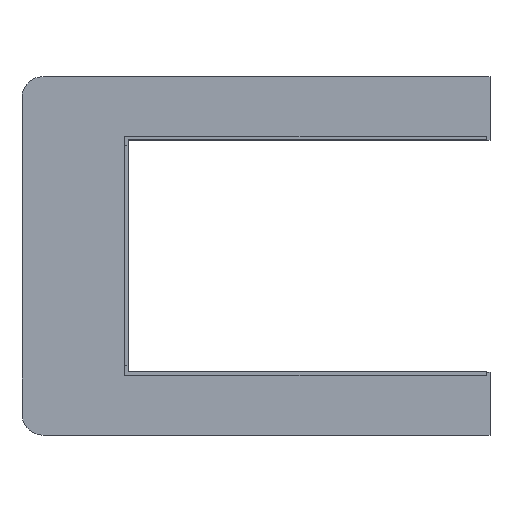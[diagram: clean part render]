
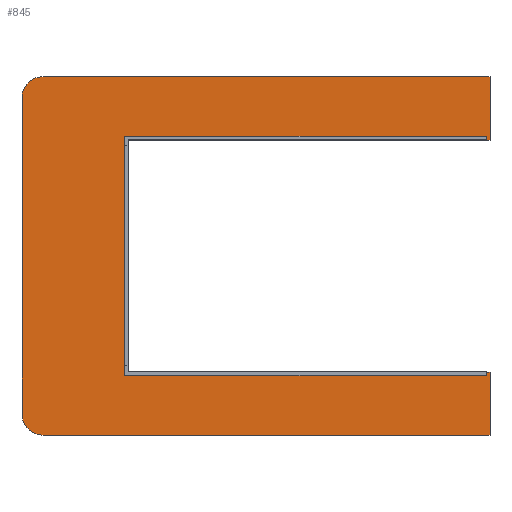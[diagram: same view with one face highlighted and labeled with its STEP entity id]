
A CAD part, top view. The second image highlights one B-rep face of the part: STEP entity #845.
In plain terms, the highlighted planar face has unit normal (0, 0, 1).
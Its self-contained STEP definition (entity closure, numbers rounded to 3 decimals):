
#17=CIRCLE('',#913,3.);
#18=CIRCLE('',#914,3.);
#65=FACE_OUTER_BOUND('',#113,.T.);
#113=EDGE_LOOP('',(#671,#672,#673,#674,#675,#676,#677,#678,#679,#680,#681,
#682,#683,#684));
#191=LINE('',#1288,#301);
#198=LINE('',#1303,#308);
#201=LINE('',#1308,#311);
#202=LINE('',#1310,#312);
#203=LINE('',#1312,#313);
#204=LINE('',#1316,#314);
#205=LINE('',#1320,#315);
#206=LINE('',#1322,#316);
#207=LINE('',#1324,#317);
#208=LINE('',#1326,#318);
#209=LINE('',#1328,#319);
#210=LINE('',#1329,#320);
#301=VECTOR('',#1057,10.);
#308=VECTOR('',#1066,10.);
#311=VECTOR('',#1071,10.);
#312=VECTOR('',#1072,10.);
#313=VECTOR('',#1073,10.);
#314=VECTOR('',#1076,10.);
#315=VECTOR('',#1079,10.);
#316=VECTOR('',#1080,10.);
#317=VECTOR('',#1081,10.);
#318=VECTOR('',#1082,10.);
#319=VECTOR('',#1083,10.);
#320=VECTOR('',#1084,10.);
#391=VERTEX_POINT('',#1286);
#392=VERTEX_POINT('',#1287);
#398=VERTEX_POINT('',#1300);
#399=VERTEX_POINT('',#1302);
#401=VERTEX_POINT('',#1309);
#402=VERTEX_POINT('',#1311);
#403=VERTEX_POINT('',#1313);
#404=VERTEX_POINT('',#1315);
#405=VERTEX_POINT('',#1317);
#406=VERTEX_POINT('',#1319);
#407=VERTEX_POINT('',#1321);
#408=VERTEX_POINT('',#1323);
#409=VERTEX_POINT('',#1325);
#410=VERTEX_POINT('',#1327);
#487=EDGE_CURVE('',#391,#392,#191,.T.);
#494=EDGE_CURVE('',#398,#399,#198,.T.);
#497=EDGE_CURVE('',#398,#391,#201,.T.);
#498=EDGE_CURVE('',#401,#392,#202,.T.);
#499=EDGE_CURVE('',#402,#401,#203,.T.);
#500=EDGE_CURVE('',#403,#402,#17,.T.);
#501=EDGE_CURVE('',#404,#403,#204,.T.);
#502=EDGE_CURVE('',#405,#404,#18,.T.);
#503=EDGE_CURVE('',#406,#405,#205,.T.);
#504=EDGE_CURVE('',#407,#406,#206,.T.);
#505=EDGE_CURVE('',#407,#408,#207,.T.);
#506=EDGE_CURVE('',#408,#409,#208,.T.);
#507=EDGE_CURVE('',#410,#409,#209,.T.);
#508=EDGE_CURVE('',#410,#399,#210,.T.);
#671=ORIENTED_EDGE('',*,*,#497,.T.);
#672=ORIENTED_EDGE('',*,*,#487,.T.);
#673=ORIENTED_EDGE('',*,*,#498,.F.);
#674=ORIENTED_EDGE('',*,*,#499,.F.);
#675=ORIENTED_EDGE('',*,*,#500,.F.);
#676=ORIENTED_EDGE('',*,*,#501,.F.);
#677=ORIENTED_EDGE('',*,*,#502,.F.);
#678=ORIENTED_EDGE('',*,*,#503,.F.);
#679=ORIENTED_EDGE('',*,*,#504,.F.);
#680=ORIENTED_EDGE('',*,*,#505,.T.);
#681=ORIENTED_EDGE('',*,*,#506,.T.);
#682=ORIENTED_EDGE('',*,*,#507,.F.);
#683=ORIENTED_EDGE('',*,*,#508,.T.);
#684=ORIENTED_EDGE('',*,*,#494,.F.);
#799=PLANE('',#912);
#845=ADVANCED_FACE('',(#65),#799,.T.);
#912=AXIS2_PLACEMENT_3D('',#1307,#1069,#1070);
#913=AXIS2_PLACEMENT_3D('',#1314,#1074,#1075);
#914=AXIS2_PLACEMENT_3D('',#1318,#1077,#1078);
#1057=DIRECTION('',(1.,0.,0.));
#1066=DIRECTION('',(-1.,0.,0.));
#1069=DIRECTION('center_axis',(0.,0.,1.));
#1070=DIRECTION('ref_axis',(1.,0.,0.));
#1071=DIRECTION('',(0.,1.,0.));
#1072=DIRECTION('',(0.,-1.,0.));
#1073=DIRECTION('',(1.,0.,0.));
#1074=DIRECTION('center_axis',(0.,0.,-1.));
#1075=DIRECTION('ref_axis',(-0.707,0.707,0.));
#1076=DIRECTION('',(0.,1.,0.));
#1077=DIRECTION('center_axis',(0.,0.,-1.));
#1078=DIRECTION('ref_axis',(-0.707,-0.707,0.));
#1079=DIRECTION('',(-1.,0.,0.));
#1080=DIRECTION('',(0.,-1.,0.));
#1081=DIRECTION('',(-1.,0.,0.));
#1082=DIRECTION('',(0.,1.,0.));
#1083=DIRECTION('',(1.,0.,0.));
#1084=DIRECTION('',(0.,1.,0.));
#1286=CARTESIAN_POINT('',(-25.25,16.5,0.));
#1287=CARTESIAN_POINT('',(26.25,16.5,0.));
#1288=CARTESIAN_POINT('',(-15.208,16.5,0.));
#1300=CARTESIAN_POINT('',(-25.25,15.65,0.));
#1302=CARTESIAN_POINT('',(-25.75,15.65,0.));
#1303=CARTESIAN_POINT('',(25.75,15.65,0.));
#1307=CARTESIAN_POINT('Origin',(-5.167,0.036,0.));
#1308=CARTESIAN_POINT('',(-25.25,7.593,0.));
#1309=CARTESIAN_POINT('',(26.25,25.536,0.));
#1310=CARTESIAN_POINT('',(26.25,12.786,0.));
#1311=CARTESIAN_POINT('',(-37.342,25.536,0.));
#1312=CARTESIAN_POINT('',(-36.342,25.536,0.));
#1313=CARTESIAN_POINT('',(-40.342,22.536,0.));
#1314=CARTESIAN_POINT('Origin',(-37.342,22.536,0.));
#1315=CARTESIAN_POINT('',(-40.342,-22.464,0.));
#1316=CARTESIAN_POINT('',(-40.342,-25.464,0.));
#1317=CARTESIAN_POINT('',(-37.342,-25.464,0.));
#1318=CARTESIAN_POINT('Origin',(-37.342,-22.464,0.));
#1319=CARTESIAN_POINT('',(26.25,-25.464,0.));
#1320=CARTESIAN_POINT('',(26.008,-25.464,0.));
#1321=CARTESIAN_POINT('',(26.25,-16.5,0.));
#1322=CARTESIAN_POINT('',(26.25,12.786,0.));
#1323=CARTESIAN_POINT('',(-25.25,-16.5,0.));
#1324=CARTESIAN_POINT('',(17.542,-16.5,0.));
#1325=CARTESIAN_POINT('',(-25.25,-15.65,0.));
#1326=CARTESIAN_POINT('',(-25.25,-7.557,0.));
#1327=CARTESIAN_POINT('',(-25.75,-15.65,0.));
#1328=CARTESIAN_POINT('',(25.15,-15.65,0.));
#1329=CARTESIAN_POINT('',(-25.75,15.4,0.));
